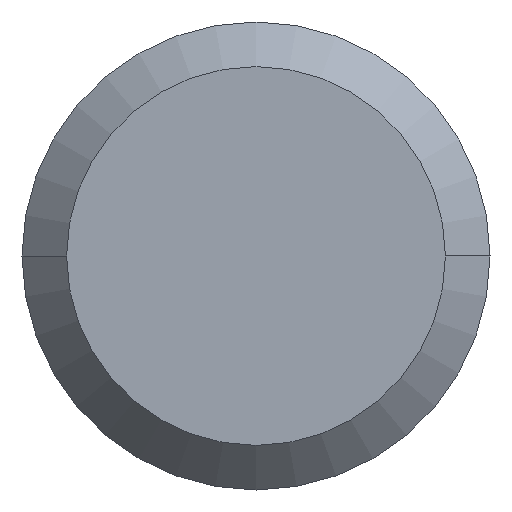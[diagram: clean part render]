
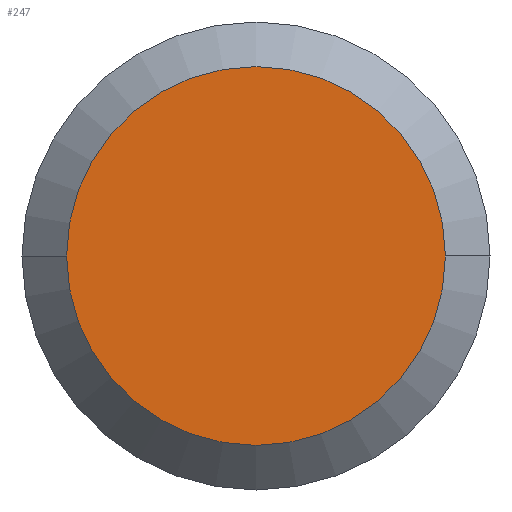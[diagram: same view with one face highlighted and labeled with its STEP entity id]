
A CAD part, left-side view. The second image highlights one B-rep face of the part: STEP entity #247.
In plain terms, the highlighted planar face has unit normal (-1, 0, 0).
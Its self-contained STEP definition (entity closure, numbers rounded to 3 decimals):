
#43 = EDGE_CURVE ( 'NONE', #309, #284, #414, .T. ) ;
#80 = EDGE_CURVE ( 'NONE', #284, #309, #403, .T. ) ;
#91 = ORIENTED_EDGE ( 'NONE', *, *, #80, .F. ) ;
#100 = DIRECTION ( 'NONE',  ( 1., 0., 0. ) ) ;
#103 = AXIS2_PLACEMENT_3D ( 'NONE', #300, #100, #172 ) ;
#107 = CARTESIAN_POINT ( 'NONE',  ( 0., -3.238, 0. ) ) ;
#156 = ORIENTED_EDGE ( 'NONE', *, *, #43, .F. ) ;
#168 = DIRECTION ( 'NONE',  ( -1., 0., 0. ) ) ;
#171 = AXIS2_PLACEMENT_3D ( 'NONE', #314, #168, #412 ) ;
#172 = DIRECTION ( 'NONE',  ( 0., 1., 0. ) ) ;
#174 = CARTESIAN_POINT ( 'NONE',  ( 0., 3.238, 0. ) ) ;
#237 = DIRECTION ( 'NONE',  ( 1., 0., 0. ) ) ;
#247 = ADVANCED_FACE ( 'NONE', ( #298 ), #348, .T. ) ;
#268 = DIRECTION ( 'NONE',  ( 0., 1., 0. ) ) ;
#272 = CARTESIAN_POINT ( 'NONE',  ( 0., 0., 0. ) ) ;
#284 = VERTEX_POINT ( 'NONE', #107 ) ;
#298 = FACE_OUTER_BOUND ( 'NONE', #321, .T. ) ;
#300 = CARTESIAN_POINT ( 'NONE',  ( 0., 0., 0. ) ) ;
#309 = VERTEX_POINT ( 'NONE', #174 ) ;
#314 = CARTESIAN_POINT ( 'NONE',  ( 0., 0., 0. ) ) ;
#321 = EDGE_LOOP ( 'NONE', ( #156, #91 ) ) ;
#335 = AXIS2_PLACEMENT_3D ( 'NONE', #272, #237, #268 ) ;
#348 = PLANE ( 'NONE',  #171 ) ;
#403 = CIRCLE ( 'NONE', #103, 3.238 ) ;
#412 = DIRECTION ( 'NONE',  ( 0., -1., 0. ) ) ;
#414 = CIRCLE ( 'NONE', #335, 3.238 ) ;
